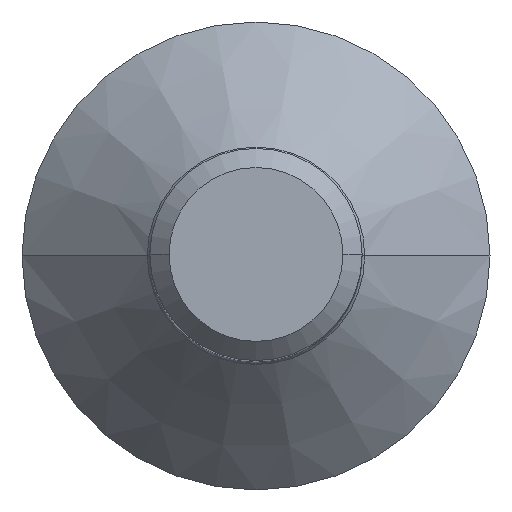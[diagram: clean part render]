
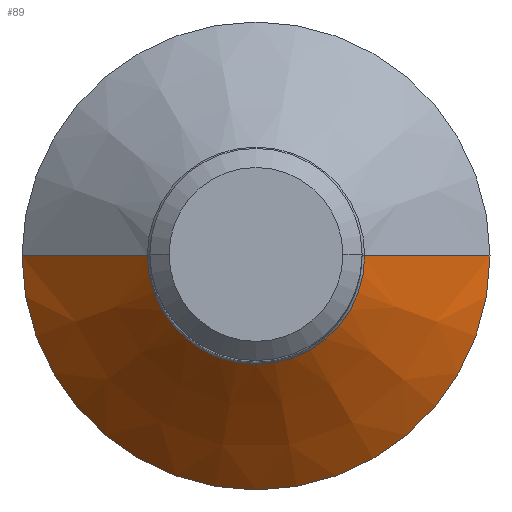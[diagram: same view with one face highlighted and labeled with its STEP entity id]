
A CAD part, top view. The second image highlights one B-rep face of the part: STEP entity #89.
In plain terms, the highlighted conical face has half-angle 45 degrees and reference radius 6.616 mm.
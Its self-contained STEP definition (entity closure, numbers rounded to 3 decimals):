
#23 = ORIENTED_EDGE ( 'NONE', *, *, #754, .T. ) ;
#29 = DIRECTION ( 'NONE',  ( 0.707, 0., -0.707 ) ) ;
#37 = EDGE_CURVE ( 'NONE', #422, #560, #857, .T. ) ;
#83 = CARTESIAN_POINT ( 'NONE',  ( 0., 0., 0. ) ) ;
#89 = ADVANCED_FACE ( 'NONE', ( #489 ), #714, .T. ) ;
#94 = DIRECTION ( 'NONE',  ( -0.707, 0., -0.707 ) ) ;
#126 = CARTESIAN_POINT ( 'NONE',  ( 3.073, 0., 3.543 ) ) ;
#160 = DIRECTION ( 'NONE',  ( 0., 0., 1. ) ) ;
#219 = AXIS2_PLACEMENT_3D ( 'NONE', #260, #457, #660 ) ;
#260 = CARTESIAN_POINT ( 'NONE',  ( 0., 0., 3.543 ) ) ;
#279 = EDGE_CURVE ( 'NONE', #422, #563, #725, .T. ) ;
#339 = VECTOR ( 'NONE', #94, 1000. ) ;
#340 = AXIS2_PLACEMENT_3D ( 'NONE', #83, #409, #592 ) ;
#349 = CARTESIAN_POINT ( 'NONE',  ( -3.073, 0., 3.543 ) ) ;
#368 = CARTESIAN_POINT ( 'NONE',  ( 6.616, 0., 0. ) ) ;
#388 = CIRCLE ( 'NONE', #683, 6.616 ) ;
#390 = ORIENTED_EDGE ( 'NONE', *, *, #785, .T. ) ;
#409 = DIRECTION ( 'NONE',  ( 0., 0., -1. ) ) ;
#422 = VERTEX_POINT ( 'NONE', #126 ) ;
#431 = ORIENTED_EDGE ( 'NONE', *, *, #37, .T. ) ;
#457 = DIRECTION ( 'NONE',  ( 0., 0., -1. ) ) ;
#472 = CARTESIAN_POINT ( 'NONE',  ( -6.616, 0., 0. ) ) ;
#489 = FACE_OUTER_BOUND ( 'NONE', #728, .T. ) ;
#497 = LINE ( 'NONE', #472, #339 ) ;
#512 = ORIENTED_EDGE ( 'NONE', *, *, #279, .F. ) ;
#560 = VERTEX_POINT ( 'NONE', #349 ) ;
#563 = VERTEX_POINT ( 'NONE', #600 ) ;
#592 = DIRECTION ( 'NONE',  ( -1., 0., 0. ) ) ;
#600 = CARTESIAN_POINT ( 'NONE',  ( 6.616, 0., 0. ) ) ;
#660 = DIRECTION ( 'NONE',  ( 1., 0., 0. ) ) ;
#683 = AXIS2_PLACEMENT_3D ( 'NONE', #809, #160, #816 ) ;
#714 = CONICAL_SURFACE ( 'NONE', #340, 6.616, 0.785 ) ;
#725 = LINE ( 'NONE', #368, #746 ) ;
#728 = EDGE_LOOP ( 'NONE', ( #512, #431, #390, #23 ) ) ;
#738 = CARTESIAN_POINT ( 'NONE',  ( -6.616, 0., 0. ) ) ;
#746 = VECTOR ( 'NONE', #29, 1000. ) ;
#754 = EDGE_CURVE ( 'NONE', #763, #563, #388, .T. ) ;
#763 = VERTEX_POINT ( 'NONE', #738 ) ;
#785 = EDGE_CURVE ( 'NONE', #560, #763, #497, .T. ) ;
#809 = CARTESIAN_POINT ( 'NONE',  ( 0., 0., 0. ) ) ;
#816 = DIRECTION ( 'NONE',  ( -1., 0., 0. ) ) ;
#857 = CIRCLE ( 'NONE', #219, 3.073 ) ;
